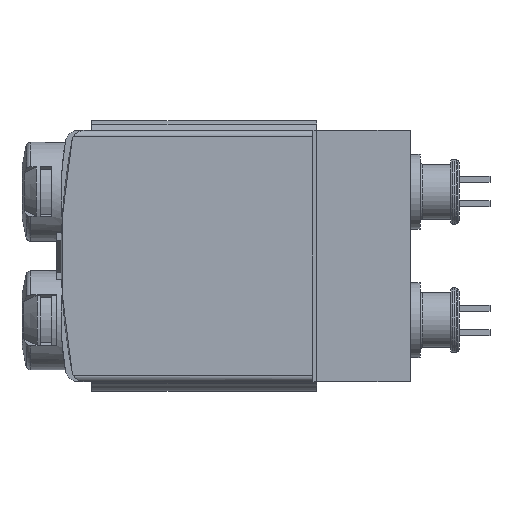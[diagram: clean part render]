
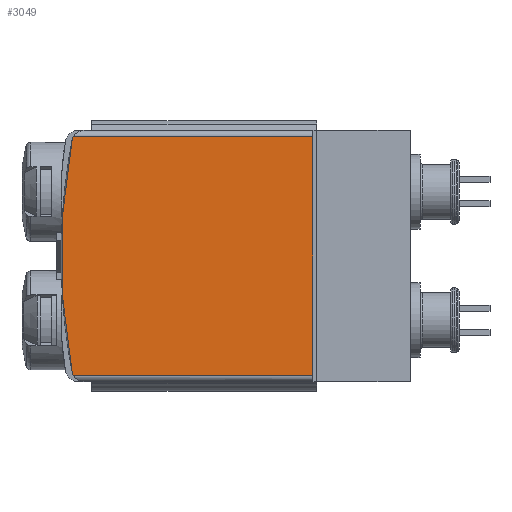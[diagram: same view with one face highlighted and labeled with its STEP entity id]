
A CAD part, left-side view. The second image highlights one B-rep face of the part: STEP entity #3049.
In plain terms, the highlighted planar face has unit normal (-1, 0, 0).
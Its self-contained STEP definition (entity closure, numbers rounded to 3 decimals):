
#38=PLANE('',#3314);
#229=LINE('',#4873,#499);
#231=LINE('',#4876,#501);
#232=LINE('',#4878,#502);
#499=VECTOR('',#3802,1000.);
#501=VECTOR('',#3806,1000.);
#502=VECTOR('',#3807,1000.);
#709=CIRCLE('',#3241,50.);
#762=CIRCLE('',#3311,1.);
#764=CIRCLE('',#3315,1.);
#1007=ORIENTED_EDGE('',*,*,#1875,.F.);
#1008=ORIENTED_EDGE('',*,*,#1876,.F.);
#1009=ORIENTED_EDGE('',*,*,#1877,.F.);
#1010=ORIENTED_EDGE('',*,*,#1745,.F.);
#1011=ORIENTED_EDGE('',*,*,#1871,.F.);
#1012=ORIENTED_EDGE('',*,*,#1873,.T.);
#1745=EDGE_CURVE('',#2185,#2186,#709,.T.);
#1871=EDGE_CURVE('',#2301,#2185,#762,.T.);
#1873=EDGE_CURVE('',#2301,#2302,#229,.T.);
#1875=EDGE_CURVE('',#2304,#2302,#231,.T.);
#1876=EDGE_CURVE('',#2305,#2304,#232,.T.);
#1877=EDGE_CURVE('',#2186,#2305,#764,.T.);
#2185=VERTEX_POINT('',#4569);
#2186=VERTEX_POINT('',#4571);
#2301=VERTEX_POINT('',#4867);
#2302=VERTEX_POINT('',#4871);
#2304=VERTEX_POINT('',#4877);
#2305=VERTEX_POINT('',#4879);
#2527=EDGE_LOOP('',(#1007,#1008,#1009,#1010,#1011,#1012));
#2771=FACE_BOUND('',#2527,.T.);
#3049=ADVANCED_FACE('',(#2771),#38,.F.);
#3241=AXIS2_PLACEMENT_3D('',#4570,#3593,#3594);
#3311=AXIS2_PLACEMENT_3D('',#4868,#3796,#3797);
#3314=AXIS2_PLACEMENT_3D('',#4875,#3804,#3805);
#3315=AXIS2_PLACEMENT_3D('',#4880,#3808,#3809);
#3593=DIRECTION('',(1.,0.,0.));
#3594=DIRECTION('',(0.,0.,-1.));
#3796=DIRECTION('',(1.,0.,0.));
#3797=DIRECTION('',(0.,0.,-1.));
#3802=DIRECTION('',(0.,-1.,0.));
#3804=DIRECTION('',(1.,0.,0.));
#3805=DIRECTION('',(0.,0.,-1.));
#3806=DIRECTION('',(0.,0.,-1.));
#3807=DIRECTION('',(0.,-1.,0.));
#3808=DIRECTION('',(1.,0.,0.));
#3809=DIRECTION('',(0.,0.,-1.));
#4569=CARTESIAN_POINT('',(0.,19.951,-9.439));
#4570=CARTESIAN_POINT('',(0.,-29.15,0.));
#4571=CARTESIAN_POINT('',(0.,19.951,9.439));
#4867=CARTESIAN_POINT('',(0.,19.835,-9.75));
#4868=CARTESIAN_POINT('',(0.,18.969,-9.25));
#4871=CARTESIAN_POINT('',(0.,0.3,-9.75));
#4873=CARTESIAN_POINT('',(0.,23.,-9.75));
#4875=CARTESIAN_POINT('',(0.,23.,-9.75));
#4876=CARTESIAN_POINT('',(0.,0.3,-9.75));
#4877=CARTESIAN_POINT('',(0.,0.3,9.75));
#4878=CARTESIAN_POINT('',(0.,23.,9.75));
#4879=CARTESIAN_POINT('',(0.,19.835,9.75));
#4880=CARTESIAN_POINT('',(0.,18.969,9.25));
